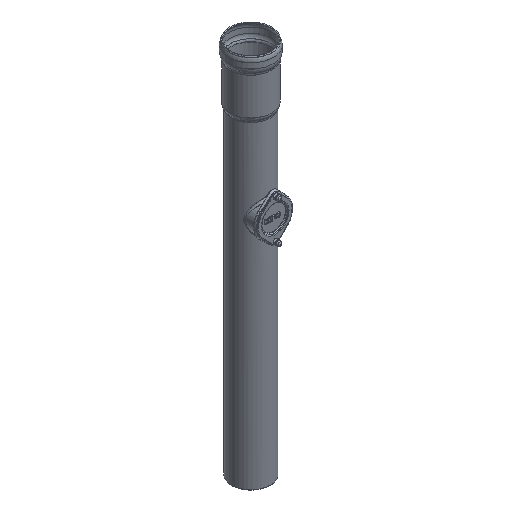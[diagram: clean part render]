
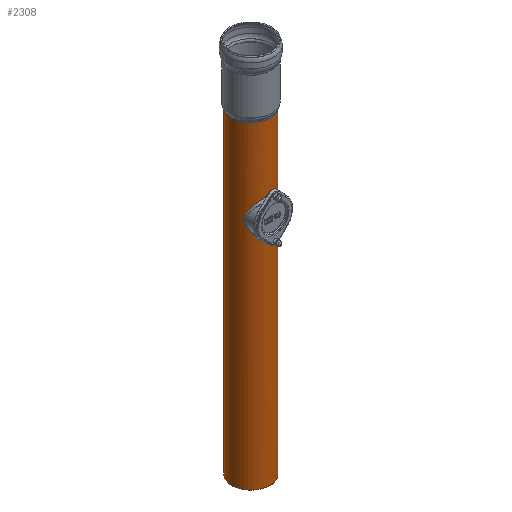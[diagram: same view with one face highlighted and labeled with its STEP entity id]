
A CAD part, isometric view. The second image highlights one B-rep face of the part: STEP entity #2308.
In plain terms, the highlighted cylindrical face has radius 510 mm (diameter 1020 mm), a full revolution.
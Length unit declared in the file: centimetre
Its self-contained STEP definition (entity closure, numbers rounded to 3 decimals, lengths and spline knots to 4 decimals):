
#128=CYLINDRICAL_SURFACE('',#2861,51.);
#176=B_SPLINE_CURVE_WITH_KNOTS('',3,(#19690,#19691,#19692,#19693,#19694,
#19695,#19696,#19697,#19698,#19699,#19700,#19701,#19702,#19703,#19704,#19705,
#19706,#19707,#19708),.UNSPECIFIED.,.F.,.F.,(4,1,1,1,1,1,1,1,1,1,1,1,1,
1,1,1,4),(-286.0651,-283.5109,-280.9568,-277.1256,
-275.8485,-270.7402,-265.6319,-260.5236,
-256.6923,-255.4153,-245.1986,-240.6579,
-231.5765,-222.4951,-221.3599,-217.9543,-214.5468),
 .UNSPECIFIED.);
#177=B_SPLINE_CURVE_WITH_KNOTS('',3,(#19710,#19711,#19712,#19713,#19714,
#19715,#19716,#19717,#19718,#19719,#19720,#19721,#19722,#19723,#19724,#19725,
#19726,#19727,#19728,#19729,#19730,#19731,#19732,#19733,#19734,#19735,#19736,
#19737),.UNSPECIFIED.,.F.,.F.,(4,1,1,1,1,1,1,1,1,1,1,1,1,1,1,1,1,1,1,1,
1,1,1,1,1,4),(-214.5468,-211.1433,-204.3322,-197.5211,
-190.7101,-183.899,-177.0879,-170.2768,
-163.4658,-156.6547,-153.2492,-149.8436,
-145.3029,-140.7622,-136.2215,-132.8159,
-129.4104,-122.5993,-115.7882,-108.9772,
-102.1661,-95.355,-86.2736,-81.7329,
-74.9218,-71.5153),.UNSPECIFIED.);
#178=B_SPLINE_CURVE_WITH_KNOTS('',3,(#19738,#19739,#19740,#19741,#19742,
#19743,#19744,#19745,#19746,#19747,#19748,#19749,#19750,#19751,#19752,#19753,
#19754),.UNSPECIFIED.,.F.,.F.,(4,1,1,1,1,1,1,1,1,1,1,1,1,1,4),(-71.5153,
-68.1107,-64.7052,-63.57,-54.4886,
-49.9479,-40.8664,-30.6498,-25.5415,
-20.4332,-15.3249,-10.2166,-5.1083,
-2.5542,0.),.UNSPECIFIED.);
#357=FACE_OUTER_BOUND('',#533,.T.);
#533=EDGE_LOOP('',(#1935,#1936,#1937,#1938,#1939,#1940,#1941,#1942,#1943,
#1944));
#692=CIRCLE('',#2803,51.);
#693=CIRCLE('',#2804,51.);
#727=CIRCLE('',#2854,51.);
#903=VERTEX_POINT('',#18684);
#904=VERTEX_POINT('',#18685);
#929=VERTEX_POINT('',#18768);
#933=VERTEX_POINT('',#19630);
#935=VERTEX_POINT('',#19689);
#936=VERTEX_POINT('',#19709);
#1224=EDGE_CURVE('',#903,#904,#692,.T.);
#1225=EDGE_CURVE('',#904,#903,#693,.T.);
#1266=EDGE_CURVE('',#929,#929,#727,.T.);
#1275=EDGE_CURVE('',#933,#935,#176,.T.);
#1276=EDGE_CURVE('',#935,#936,#177,.T.);
#1277=EDGE_CURVE('',#936,#933,#178,.T.);
#1279=EDGE_CURVE('',#929,#935,#2457,.T.);
#1280=EDGE_CURVE('',#936,#904,#2458,.T.);
#1935=ORIENTED_EDGE('',*,*,#1266,.F.);
#1936=ORIENTED_EDGE('',*,*,#1279,.T.);
#1937=ORIENTED_EDGE('',*,*,#1275,.F.);
#1938=ORIENTED_EDGE('',*,*,#1277,.F.);
#1939=ORIENTED_EDGE('',*,*,#1280,.T.);
#1940=ORIENTED_EDGE('',*,*,#1224,.F.);
#1941=ORIENTED_EDGE('',*,*,#1225,.F.);
#1942=ORIENTED_EDGE('',*,*,#1280,.F.);
#1943=ORIENTED_EDGE('',*,*,#1276,.F.);
#1944=ORIENTED_EDGE('',*,*,#1279,.F.);
#2308=ADVANCED_FACE('',(#357),#128,.T.);
#2457=LINE('',#19758,#2567);
#2458=LINE('',#19759,#2568);
#2567=VECTOR('',#3561,51.);
#2568=VECTOR('',#3562,51.);
#2803=AXIS2_PLACEMENT_3D('',#18686,#3433,#3434);
#2804=AXIS2_PLACEMENT_3D('',#18687,#3435,#3436);
#2854=AXIS2_PLACEMENT_3D('',#18769,#3542,#3543);
#2861=AXIS2_PLACEMENT_3D('',#19757,#3559,#3560);
#3433=DIRECTION('center_axis',(0.,0.,1.));
#3434=DIRECTION('ref_axis',(-1.,0.,0.));
#3435=DIRECTION('center_axis',(0.,0.,1.));
#3436=DIRECTION('ref_axis',(-1.,0.,0.));
#3542=DIRECTION('center_axis',(0.,0.,-1.));
#3543=DIRECTION('ref_axis',(0.,1.,0.));
#3559=DIRECTION('center_axis',(0.,0.,-1.));
#3560=DIRECTION('ref_axis',(0.,1.,0.));
#3561=DIRECTION('',(0.,0.,1.));
#3562=DIRECTION('',(0.,0.,1.));
#18684=CARTESIAN_POINT('',(0.,51.,843.966));
#18685=CARTESIAN_POINT('',(0.,-51.,843.966));
#18686=CARTESIAN_POINT('Origin',(0.,0.,843.966));
#18687=CARTESIAN_POINT('Origin',(0.,0.,843.966));
#18768=CARTESIAN_POINT('',(0.,-51.,0.));
#18769=CARTESIAN_POINT('Origin',(0.,0.,0.));
#19630=CARTESIAN_POINT('',(-44.1696,-25.4959,620.));
#19689=CARTESIAN_POINT('',(0.,-50.9998,571.5002));
#19690=CARTESIAN_POINT('Ctrl Pts',(-44.1696,-25.4959,
620.));
#19691=CARTESIAN_POINT('Ctrl Pts',(-44.1696,-25.4959,
619.0216));
#19692=CARTESIAN_POINT('Ctrl Pts',(-44.1155,-25.59,
617.065));
#19693=CARTESIAN_POINT('Ctrl Pts',(-43.8357,-26.0695,
613.689));
#19694=CARTESIAN_POINT('Ctrl Pts',(-43.41,-26.7757,
610.8888));
#19695=CARTESIAN_POINT('Ctrl Pts',(-42.6676,-27.9489,607.2834));
#19696=CARTESIAN_POINT('Ctrl Pts',(-41.5985,-29.5514,
603.4113));
#19697=CARTESIAN_POINT('Ctrl Pts',(-39.7379,-32.0238,
598.6186));
#19698=CARTESIAN_POINT('Ctrl Pts',(-37.6586,-34.4421,
594.5243));
#19699=CARTESIAN_POINT('Ctrl Pts',(-35.9148,-36.2279,591.7262));
#19700=CARTESIAN_POINT('Ctrl Pts',(-33.1022,-38.8964,587.6867));
#19701=CARTESIAN_POINT('Ctrl Pts',(-29.6912,-41.6389,
583.8146));
#19702=CARTESIAN_POINT('Ctrl Pts',(-23.716,-45.2925,
578.8721));
#19703=CARTESIAN_POINT('Ctrl Pts',(-17.2353,-48.2731,
574.9763));
#19704=CARTESIAN_POINT('Ctrl Pts',(-10.9379,-49.9259,
572.8656));
#19705=CARTESIAN_POINT('Ctrl Pts',(-6.3068,-50.6278,
571.9723));
#19706=CARTESIAN_POINT('Ctrl Pts',(-3.5658,-50.9172,
571.6051));
#19707=CARTESIAN_POINT('Ctrl Pts',(-1.1889,-50.9998,
571.5002));
#19708=CARTESIAN_POINT('Ctrl Pts',(0.,-50.9998,
571.5002));
#19709=CARTESIAN_POINT('',(0.,-50.9998,668.4998));
#19710=CARTESIAN_POINT('Ctrl Pts',(0.,-50.9998,
571.5002));
#19711=CARTESIAN_POINT('Ctrl Pts',(1.1874,-50.9998,571.5002));
#19712=CARTESIAN_POINT('Ctrl Pts',(4.7512,-50.876,571.6573));
#19713=CARTESIAN_POINT('Ctrl Pts',(10.5884,-50.0506,572.7047));
#19714=CARTESIAN_POINT('Ctrl Pts',(17.1489,-48.1836,575.0977));
#19715=CARTESIAN_POINT('Ctrl Pts',(23.0901,-45.6176,578.4466));
#19716=CARTESIAN_POINT('Ctrl Pts',(28.3318,-42.5416,582.5749));
#19717=CARTESIAN_POINT('Ctrl Pts',(32.8581,-39.1313,587.3502));
#19718=CARTESIAN_POINT('Ctrl Pts',(36.675,-35.5559,592.6908));
#19719=CARTESIAN_POINT('Ctrl Pts',(39.7879,-32.0071,598.5713));
#19720=CARTESIAN_POINT('Ctrl Pts',(41.7835,-29.2833,603.9612));
#19721=CARTESIAN_POINT('Ctrl Pts',(42.9781,-27.4697,608.6107));
#19722=CARTESIAN_POINT('Ctrl Pts',(43.7253,-26.261,612.6767));
#19723=CARTESIAN_POINT('Ctrl Pts',(44.1907,-25.4598,617.3746));
#19724=CARTESIAN_POINT('Ctrl Pts',(44.1906,-25.4601,622.625));
#19725=CARTESIAN_POINT('Ctrl Pts',(43.7254,-26.2608,627.3232));
#19726=CARTESIAN_POINT('Ctrl Pts',(42.9782,-27.4696,631.3888));
#19727=CARTESIAN_POINT('Ctrl Pts',(41.7836,-29.2833,636.0385));
#19728=CARTESIAN_POINT('Ctrl Pts',(39.7879,-32.0071,641.4288));
#19729=CARTESIAN_POINT('Ctrl Pts',(36.6758,-35.5547,647.3073));
#19730=CARTESIAN_POINT('Ctrl Pts',(32.8604,-39.1297,652.6476));
#19731=CARTESIAN_POINT('Ctrl Pts',(28.333,-42.5402,657.4234));
#19732=CARTESIAN_POINT('Ctrl Pts',(22.5111,-45.9586,662.0107));
#19733=CARTESIAN_POINT('Ctrl Pts',(16.4499,-48.4391,665.23));
#19734=CARTESIAN_POINT('Ctrl Pts',(9.8119,-50.1599,667.4342));
#19735=CARTESIAN_POINT('Ctrl Pts',(4.7537,-50.876,668.3426));
#19736=CARTESIAN_POINT('Ctrl Pts',(1.1886,-50.9998,668.4998));
#19737=CARTESIAN_POINT('Ctrl Pts',(0.,-50.9998,
668.4998));
#19738=CARTESIAN_POINT('Ctrl Pts',(0.,-50.9998,
668.4998));
#19739=CARTESIAN_POINT('Ctrl Pts',(-1.1879,-50.9998,
668.4998));
#19740=CARTESIAN_POINT('Ctrl Pts',(-3.564,-50.9172,
668.395));
#19741=CARTESIAN_POINT('Ctrl Pts',(-6.3035,-50.6283,
668.0284));
#19742=CARTESIAN_POINT('Ctrl Pts',(-10.9358,-49.9262,
667.1346));
#19743=CARTESIAN_POINT('Ctrl Pts',(-15.7491,-48.6635,
665.5227));
#19744=CARTESIAN_POINT('Ctrl Pts',(-22.4659,-45.9408,
661.9777));
#19745=CARTESIAN_POINT('Ctrl Pts',(-28.7258,-42.4163,
657.2817));
#19746=CARTESIAN_POINT('Ctrl Pts',(-33.9133,-38.2436,
651.393));
#19747=CARTESIAN_POINT('Ctrl Pts',(-37.4683,-34.6635,
645.8516));
#19748=CARTESIAN_POINT('Ctrl Pts',(-39.7362,-32.0259,
641.3848));
#19749=CARTESIAN_POINT('Ctrl Pts',(-41.5981,-29.5522,
636.5901));
#19750=CARTESIAN_POINT('Ctrl Pts',(-43.0241,-27.4142,
631.4267));
#19751=CARTESIAN_POINT('Ctrl Pts',(-43.7958,-26.1377,
626.7941));
#19752=CARTESIAN_POINT('Ctrl Pts',(-44.1155,-25.5901,
622.9347));
#19753=CARTESIAN_POINT('Ctrl Pts',(-44.1696,-25.4959,
620.9784));
#19754=CARTESIAN_POINT('Ctrl Pts',(-44.1696,-25.4959,
620.));
#19757=CARTESIAN_POINT('Origin',(0.,0.,713.966));
#19758=CARTESIAN_POINT('',(0.,-51.,713.966));
#19759=CARTESIAN_POINT('',(0.,-51.,713.966));
